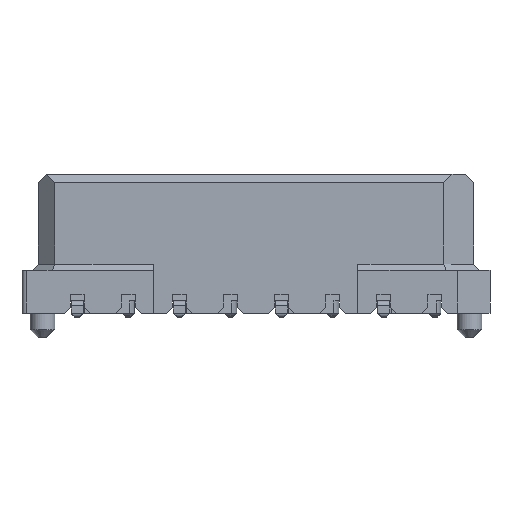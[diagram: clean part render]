
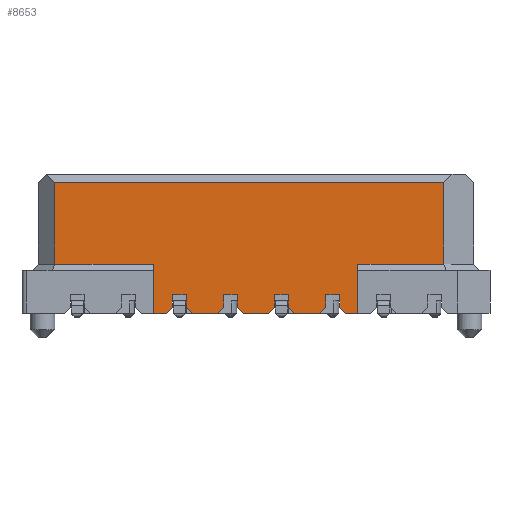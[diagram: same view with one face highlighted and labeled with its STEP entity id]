
A CAD part, front view. The second image highlights one B-rep face of the part: STEP entity #8653.
In plain terms, the highlighted planar face has unit normal (0, -1, 0).
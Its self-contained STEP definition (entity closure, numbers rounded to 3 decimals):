
#528=CARTESIAN_POINT('',(-1.2,-1.,-6.175));
#529=VERTEX_POINT('',#528);
#969=CARTESIAN_POINT('',(-3.2,-1.,-6.175));
#970=VERTEX_POINT('',#969);
#971=CARTESIAN_POINT('',(-1.2,-1.,-6.175));
#972=DIRECTION('',(-1.,0.,0.));
#973=VECTOR('',#972,2.);
#974=LINE('',#971,#973);
#975=EDGE_CURVE('',#529,#970,#974,.T.);
#5307=CARTESIAN_POINT('',(-0.15,-1.,-2.045));
#5308=VERTEX_POINT('',#5307);
#5315=CARTESIAN_POINT('',(0.,-1.,-2.195));
#5316=VERTEX_POINT('',#5315);
#5317=CARTESIAN_POINT('',(-0.15,-1.,-2.045));
#5318=DIRECTION('',(0.707,0.,-0.707));
#5319=VECTOR('',#5318,0.212);
#5320=LINE('',#5317,#5319);
#5321=EDGE_CURVE('',#5308,#5316,#5320,.T.);
#5346=CARTESIAN_POINT('',(-0.45,-1.,-2.045));
#5347=VERTEX_POINT('',#5346);
#5354=CARTESIAN_POINT('',(-0.45,-1.,-2.045));
#5355=DIRECTION('',(1.,0.,0.));
#5356=VECTOR('',#5355,0.3);
#5357=LINE('',#5354,#5356);
#5358=EDGE_CURVE('',#5347,#5308,#5357,.T.);
#5381=CARTESIAN_POINT('',(0.,-1.,-2.805));
#5382=VERTEX_POINT('',#5381);
#5383=CARTESIAN_POINT('',(0.,-1.,-2.195));
#5384=DIRECTION('',(0.,0.,-1.));
#5385=VECTOR('',#5384,0.61);
#5386=LINE('',#5383,#5385);
#5387=EDGE_CURVE('',#5316,#5382,#5386,.T.);
#5403=CARTESIAN_POINT('',(-0.15,-1.,-3.295));
#5404=VERTEX_POINT('',#5403);
#5411=CARTESIAN_POINT('',(0.,-1.,-3.445));
#5412=VERTEX_POINT('',#5411);
#5413=CARTESIAN_POINT('',(-0.15,-1.,-3.295));
#5414=DIRECTION('',(0.707,0.,-0.707));
#5415=VECTOR('',#5414,0.212);
#5416=LINE('',#5413,#5415);
#5417=EDGE_CURVE('',#5404,#5412,#5416,.T.);
#5435=CARTESIAN_POINT('',(-0.45,-1.,-3.295));
#5436=VERTEX_POINT('',#5435);
#5443=CARTESIAN_POINT('',(-0.45,-1.,-3.295));
#5444=DIRECTION('',(1.,0.,0.));
#5445=VECTOR('',#5444,0.3);
#5446=LINE('',#5443,#5445);
#5447=EDGE_CURVE('',#5436,#5404,#5446,.T.);
#5460=CARTESIAN_POINT('',(-0.45,-1.,-2.955));
#5461=VERTEX_POINT('',#5460);
#5468=CARTESIAN_POINT('',(-0.45,-1.,-2.955));
#5469=DIRECTION('',(0.,0.,-1.));
#5470=VECTOR('',#5469,0.34);
#5471=LINE('',#5468,#5470);
#5472=EDGE_CURVE('',#5461,#5436,#5471,.T.);
#5484=CARTESIAN_POINT('',(-0.15,-1.,-2.955));
#5485=VERTEX_POINT('',#5484);
#5492=CARTESIAN_POINT('',(-0.15,-1.,-2.955));
#5493=DIRECTION('',(-1.,0.,0.));
#5494=VECTOR('',#5493,0.3);
#5495=LINE('',#5492,#5494);
#5496=EDGE_CURVE('',#5485,#5461,#5495,.T.);
#5509=CARTESIAN_POINT('',(0.,-1.,-2.805));
#5510=DIRECTION('',(-0.707,0.,-0.707));
#5511=VECTOR('',#5510,0.212);
#5512=LINE('',#5509,#5511);
#5513=EDGE_CURVE('',#5382,#5485,#5512,.T.);
#5536=CARTESIAN_POINT('',(0.,-1.,-3.758));
#5537=VERTEX_POINT('',#5536);
#5538=CARTESIAN_POINT('',(0.,-1.,-3.445));
#5539=DIRECTION('',(0.,0.,-1.));
#5540=VECTOR('',#5539,0.313);
#5541=LINE('',#5538,#5540);
#5542=EDGE_CURVE('',#5412,#5537,#5541,.T.);
#6328=CARTESIAN_POINT('',(-0.45,-1.,-1.705));
#6329=VERTEX_POINT('',#6328);
#6336=CARTESIAN_POINT('',(-0.45,-1.,-1.705));
#6337=DIRECTION('',(0.,0.,-1.));
#6338=VECTOR('',#6337,0.34);
#6339=LINE('',#6336,#6338);
#6340=EDGE_CURVE('',#6329,#5347,#6339,.T.);
#6360=CARTESIAN_POINT('',(-0.15,-1.,-1.705));
#6361=VERTEX_POINT('',#6360);
#6368=CARTESIAN_POINT('',(-0.15,-1.,-1.705));
#6369=DIRECTION('',(-1.,0.,0.));
#6370=VECTOR('',#6369,0.3);
#6371=LINE('',#6368,#6370);
#6372=EDGE_CURVE('',#6361,#6329,#6371,.T.);
#6391=CARTESIAN_POINT('',(0.,-1.,-1.555));
#6392=VERTEX_POINT('',#6391);
#6399=CARTESIAN_POINT('',(0.,-1.,-1.555));
#6400=DIRECTION('',(-0.707,0.,-0.707));
#6401=VECTOR('',#6400,0.212);
#6402=LINE('',#6399,#6401);
#6403=EDGE_CURVE('',#6392,#6361,#6402,.T.);
#6504=CARTESIAN_POINT('',(0.,-1.,-0.945));
#6505=VERTEX_POINT('',#6504);
#6512=CARTESIAN_POINT('',(0.,-1.,-0.945));
#6513=DIRECTION('',(0.,0.,-1.));
#6514=VECTOR('',#6513,0.61);
#6515=LINE('',#6512,#6514);
#6516=EDGE_CURVE('',#6505,#6392,#6515,.T.);
#6529=CARTESIAN_POINT('',(-0.15,-1.,-0.795));
#6530=VERTEX_POINT('',#6529);
#6537=CARTESIAN_POINT('',(-0.15,-1.,-0.795));
#6538=DIRECTION('',(0.707,0.,-0.707));
#6539=VECTOR('',#6538,0.212);
#6540=LINE('',#6537,#6539);
#6541=EDGE_CURVE('',#6530,#6505,#6540,.T.);
#6566=CARTESIAN_POINT('',(-0.45,-1.,-0.795));
#6567=VERTEX_POINT('',#6566);
#6574=CARTESIAN_POINT('',(-0.45,-1.,-0.795));
#6575=DIRECTION('',(1.,0.,0.));
#6576=VECTOR('',#6575,0.3);
#6577=LINE('',#6574,#6576);
#6578=EDGE_CURVE('',#6567,#6530,#6577,.T.);
#6600=CARTESIAN_POINT('',(-0.45,-1.,-0.455));
#6601=VERTEX_POINT('',#6600);
#6608=CARTESIAN_POINT('',(-0.45,-1.,-0.455));
#6609=DIRECTION('',(0.,0.,-1.));
#6610=VECTOR('',#6609,0.34);
#6611=LINE('',#6608,#6610);
#6612=EDGE_CURVE('',#6601,#6567,#6611,.T.);
#6637=CARTESIAN_POINT('',(-0.15,-1.,-0.455));
#6638=VERTEX_POINT('',#6637);
#6645=CARTESIAN_POINT('',(-0.15,-1.,-0.455));
#6646=DIRECTION('',(-1.,0.,0.));
#6647=VECTOR('',#6646,0.3);
#6648=LINE('',#6645,#6647);
#6649=EDGE_CURVE('',#6638,#6601,#6648,.T.);
#6668=CARTESIAN_POINT('',(0.,-1.,-0.305));
#6669=VERTEX_POINT('',#6668);
#6676=CARTESIAN_POINT('',(0.,-1.,-0.305));
#6677=DIRECTION('',(-0.707,0.,-0.707));
#6678=VECTOR('',#6677,0.212);
#6679=LINE('',#6676,#6678);
#6680=EDGE_CURVE('',#6669,#6638,#6679,.T.);
#8027=CARTESIAN_POINT('',(-1.2,-1.,-3.758));
#8028=VERTEX_POINT('',#8027);
#8035=CARTESIAN_POINT('',(-1.2,-1.,-3.758));
#8036=DIRECTION('',(0.,0.,-1.));
#8037=VECTOR('',#8036,2.417);
#8038=LINE('',#8035,#8037);
#8039=EDGE_CURVE('',#8028,#529,#8038,.T.);
#8052=CARTESIAN_POINT('',(0.,-1.,-3.758));
#8053=DIRECTION('',(-1.,0.,0.));
#8054=VECTOR('',#8053,1.2);
#8055=LINE('',#8052,#8054);
#8056=EDGE_CURVE('',#5537,#8028,#8055,.T.);
#8408=CARTESIAN_POINT('',(-3.2,-1.,3.345));
#8409=VERTEX_POINT('',#8408);
#8418=CARTESIAN_POINT('',(-3.2,-1.,-6.175));
#8419=DIRECTION('',(0.,0.,1.));
#8420=VECTOR('',#8419,9.52);
#8421=LINE('',#8418,#8420);
#8422=EDGE_CURVE('',#970,#8409,#8421,.T.);
#8546=CARTESIAN_POINT('',(-0.292,-1.,-0.95));
#8547=DIRECTION('',(0.,0.,-1.));
#8548=DIRECTION('',(0.,-1.,0.));
#8549=AXIS2_PLACEMENT_3D('',#8546,#8548,#8547);
#8550=PLANE('',#8549);
#8551=ORIENTED_EDGE('',*,*,#5542,.F.);
#8552=ORIENTED_EDGE('',*,*,#5417,.F.);
#8553=ORIENTED_EDGE('',*,*,#5447,.F.);
#8554=ORIENTED_EDGE('',*,*,#5472,.F.);
#8555=ORIENTED_EDGE('',*,*,#5496,.F.);
#8556=ORIENTED_EDGE('',*,*,#5513,.F.);
#8557=ORIENTED_EDGE('',*,*,#5387,.F.);
#8558=ORIENTED_EDGE('',*,*,#5321,.F.);
#8559=ORIENTED_EDGE('',*,*,#5358,.F.);
#8560=ORIENTED_EDGE('',*,*,#6340,.F.);
#8561=ORIENTED_EDGE('',*,*,#6372,.F.);
#8562=ORIENTED_EDGE('',*,*,#6403,.F.);
#8563=ORIENTED_EDGE('',*,*,#6516,.F.);
#8564=ORIENTED_EDGE('',*,*,#6541,.F.);
#8565=ORIENTED_EDGE('',*,*,#6578,.F.);
#8566=ORIENTED_EDGE('',*,*,#6612,.F.);
#8567=ORIENTED_EDGE('',*,*,#6649,.F.);
#8568=ORIENTED_EDGE('',*,*,#6680,.F.);
#8569=CARTESIAN_POINT('',(0.,-1.,0.305));
#8570=VERTEX_POINT('',#8569);
#8571=CARTESIAN_POINT('',(0.,-1.,-0.305));
#8572=DIRECTION('',(0.,0.,1.));
#8573=VECTOR('',#8572,0.61);
#8574=LINE('',#8571,#8573);
#8575=EDGE_CURVE('',#6669,#8570,#8574,.T.);
#8576=ORIENTED_EDGE('E763',*,*,#8575,.T.);
#8577=CARTESIAN_POINT('',(-0.15,-1.,0.455));
#8578=VERTEX_POINT('',#8577);
#8579=CARTESIAN_POINT('',(0.,-1.,0.305));
#8580=DIRECTION('',(-0.707,0.,0.707));
#8581=VECTOR('',#8580,0.212);
#8582=LINE('',#8579,#8581);
#8583=EDGE_CURVE('',#8570,#8578,#8582,.T.);
#8584=ORIENTED_EDGE('E764',*,*,#8583,.T.);
#8585=CARTESIAN_POINT('',(-0.45,-1.,0.455));
#8586=VERTEX_POINT('',#8585);
#8587=CARTESIAN_POINT('',(-0.15,-1.,0.455));
#8588=DIRECTION('',(-1.,0.,0.));
#8589=VECTOR('',#8588,0.3);
#8590=LINE('',#8587,#8589);
#8591=EDGE_CURVE('',#8578,#8586,#8590,.T.);
#8592=ORIENTED_EDGE('E765',*,*,#8591,.T.);
#8593=CARTESIAN_POINT('',(-0.45,-1.,0.795));
#8594=VERTEX_POINT('',#8593);
#8595=CARTESIAN_POINT('',(-0.45,-1.,0.455));
#8596=DIRECTION('',(0.,0.,1.));
#8597=VECTOR('',#8596,0.34);
#8598=LINE('',#8595,#8597);
#8599=EDGE_CURVE('',#8586,#8594,#8598,.T.);
#8600=ORIENTED_EDGE('E766',*,*,#8599,.T.);
#8601=CARTESIAN_POINT('',(-0.15,-1.,0.795));
#8602=VERTEX_POINT('',#8601);
#8603=CARTESIAN_POINT('',(-0.45,-1.,0.795));
#8604=DIRECTION('',(1.,0.,0.));
#8605=VECTOR('',#8604,0.3);
#8606=LINE('',#8603,#8605);
#8607=EDGE_CURVE('',#8594,#8602,#8606,.T.);
#8608=ORIENTED_EDGE('E767',*,*,#8607,.T.);
#8609=CARTESIAN_POINT('',(0.,-1.,0.945));
#8610=VERTEX_POINT('',#8609);
#8611=CARTESIAN_POINT('',(-0.15,-1.,0.795));
#8612=DIRECTION('',(0.707,0.,0.707));
#8613=VECTOR('',#8612,0.212);
#8614=LINE('',#8611,#8613);
#8615=EDGE_CURVE('',#8602,#8610,#8614,.T.);
#8616=ORIENTED_EDGE('E768',*,*,#8615,.T.);
#8617=CARTESIAN_POINT('',(0.,-1.,1.242));
#8618=VERTEX_POINT('',#8617);
#8619=CARTESIAN_POINT('',(0.,-1.,0.945));
#8620=DIRECTION('',(0.,0.,1.));
#8621=VECTOR('',#8620,0.297);
#8622=LINE('',#8619,#8621);
#8623=EDGE_CURVE('',#8610,#8618,#8622,.T.);
#8624=ORIENTED_EDGE('E769',*,*,#8623,.T.);
#8625=CARTESIAN_POINT('',(-1.2,-1.,1.242));
#8626=VERTEX_POINT('',#8625);
#8627=CARTESIAN_POINT('',(0.,-1.,1.242));
#8628=DIRECTION('',(-1.,0.,0.));
#8629=VECTOR('',#8628,1.2);
#8630=LINE('',#8627,#8629);
#8631=EDGE_CURVE('',#8618,#8626,#8630,.T.);
#8632=ORIENTED_EDGE('E770',*,*,#8631,.T.);
#8633=CARTESIAN_POINT('',(-1.2,-1.,3.345));
#8634=VERTEX_POINT('',#8633);
#8635=CARTESIAN_POINT('',(-1.2,-1.,1.242));
#8636=DIRECTION('',(0.,0.,1.));
#8637=VECTOR('',#8636,2.103);
#8638=LINE('',#8635,#8637);
#8639=EDGE_CURVE('',#8626,#8634,#8638,.T.);
#8640=ORIENTED_EDGE('E771',*,*,#8639,.T.);
#8641=CARTESIAN_POINT('',(-1.2,-1.,3.345));
#8642=DIRECTION('',(-1.,0.,0.));
#8643=VECTOR('',#8642,2.);
#8644=LINE('',#8641,#8643);
#8645=EDGE_CURVE('',#8634,#8409,#8644,.T.);
#8646=ORIENTED_EDGE('E772',*,*,#8645,.T.);
#8647=ORIENTED_EDGE('E772',*,*,#8422,.F.);
#8648=ORIENTED_EDGE('E772',*,*,#975,.F.);
#8649=ORIENTED_EDGE('E772',*,*,#8039,.F.);
#8650=ORIENTED_EDGE('E772',*,*,#8056,.F.);
#8651=EDGE_LOOP('',(#8551,#8552,#8553,#8554,#8555,#8556,#8557,#8558,#8559,#8560,#8561,#8562,#8563,#8564,#8565,#8566,#8567,#8568,#8576,#8584,#8592,#8600,#8608,#8616,#8624,#8632,#8640,#8646,#8647,#8648,#8649,#8650));
#8652=FACE_OUTER_BOUND('',#8651,.T.);
#8653=ADVANCED_FACE('F259',(#8652),#8550,.T.);
